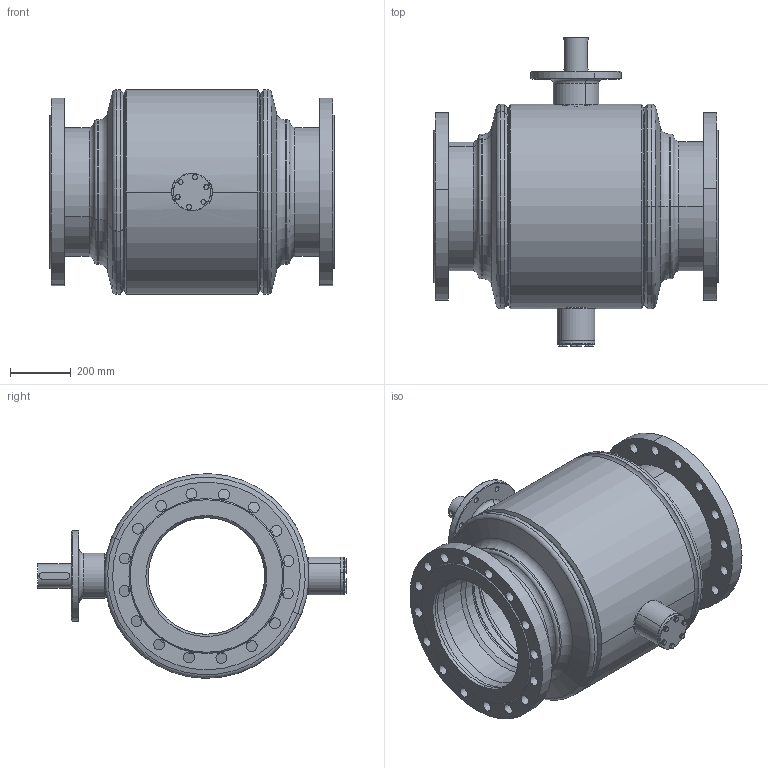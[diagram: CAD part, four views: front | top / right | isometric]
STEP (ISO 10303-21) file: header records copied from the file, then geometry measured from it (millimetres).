
FILE_DESCRIPTION (( 'STEP AP214' ), '1' );
FILE_NAME ('通径DN400法兰球阀-蜗轮盘PN25.STEP', '2026-02-03T02:01:53', ( '' ), ( '' ), 'SwSTEP 2.0', 'SolidWorks 2022', '' );
FILE_SCHEMA (( 'AUTOMOTIVE_DESIGN' ));
Length unit declared in the file: millimetre
Products named in the file (9): 500Q367F16C-01; 通径DN400法兰球阀-蜗轮盘PN25; Q61F-450-500-3概裝; hexagon head bolts-full thread gb9_GB_FASTENER_BOLT_STBAB A M10X20-N; 4; DN500-苤粣杶; 400籵噤晚极1; 400楊擘2.5; 揤裔
Assembly tree (15 placements, depth 2):
  通径DN400法兰球阀-蜗轮盘PN25
    DN500-苤粣杶
    揤裔
    hexagon head bolts-full thread gb9_GB_FASTENER_BOLT_STBAB A M10X20-N  x6
    500Q367F16C-01
    400籵噤晚极1  x2
    Q61F-450-500-3概裝
    4
    400楊擘2.5  x2
Bounding box: 939 x 1018.58 x 676 mm (x, y, z)
Volume: 66691307.1 mm3; surface area: 5626808.8 mm2
Topology: 15 solids, 15 shells, 698 faces, 1600 edges, 1010 vertices
Faces by surface type: cylinder 346, plane 208, cone 122, torus 22
Entity records: 12560 total; most frequent: CARTESIAN_POINT 2715, DIRECTION 2140, ORIENTED_EDGE 1768, AXIS2_PLACEMENT_3D 903, EDGE_CURVE 884, VERTEX_POINT 564, EDGE_LOOP 512, CIRCLE 498
